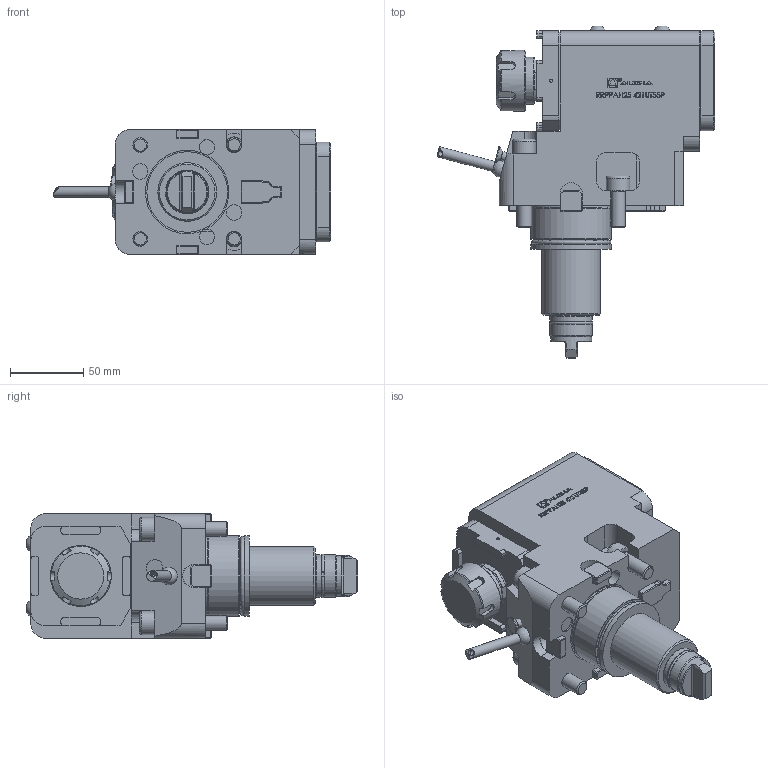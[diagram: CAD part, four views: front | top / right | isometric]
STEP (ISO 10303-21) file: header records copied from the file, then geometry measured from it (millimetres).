
FILE_DESCRIPTION (( 'STEP AP214' ), '1' );
FILE_NAME ('RRPPAH25421UT55P.STEP', '2025-07-22T06:00:55', ( '' ), ( '' ), 'SwSTEP 2.0', 'SolidWorks 2023', '' );
FILE_SCHEMA (( 'AUTOMOTIVE_DESIGN' ));
Length unit declared in the file: millimetre
Products named in the file (1): RRPPAH25421UT55P
Bounding box: 189.45 x 226.3 x 85 mm (x, y, z)
Volume: 1299820.4 mm3; surface area: 127204.6 mm2
Topology: 6 solids, 13 shells, 925 faces, 2368 edges, 1541 vertices
Faces by surface type: plane 580, cylinder 163, bspline 102, cone 45, torus 30, sphere 5
Full cylindrical faces by diameter (mm): 1.7 x1, 2.1 x1, 4 x1, 5 x1, 6 x2, 6.366 x1, 7 x1, 8.8 x1, 9.8 x1, 10 x4, 10.5 x6, 11.57 x1, 12 x3, 16 x4, 25 x1, 28 x2, 29 x4, 32 x1, 40 x1, 41.5 x1, 50.2 x2, 54.6 x1, 55 x2
Entity records: 38491 total; most frequent: CARTESIAN_POINT 13505, ORIENTED_EDGE 4506, DIRECTION 3973, EDGE_CURVE 2253, VERTEX_POINT 1509, VECTOR 1505, LINE 1505, AXIS2_PLACEMENT_3D 1234
